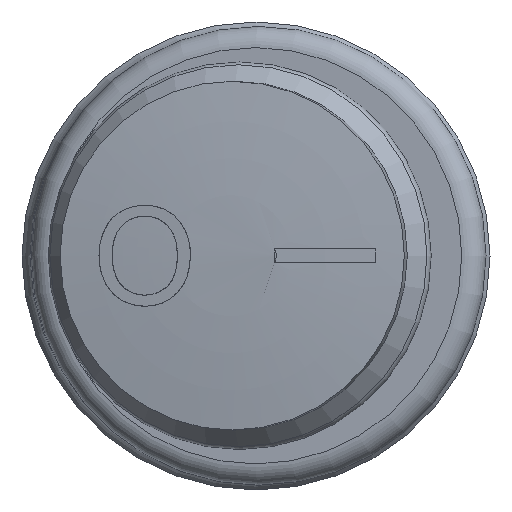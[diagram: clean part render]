
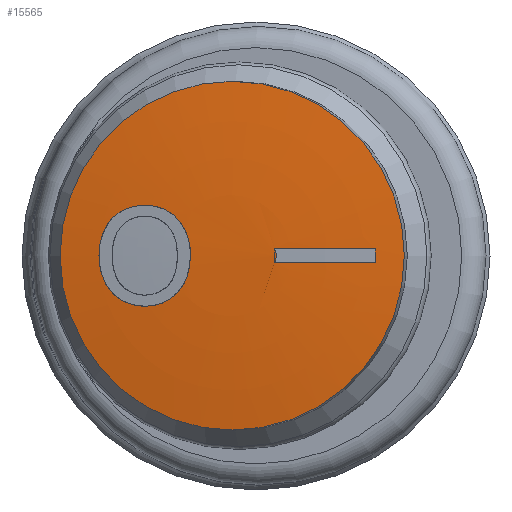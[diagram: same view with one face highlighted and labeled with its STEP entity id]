
A CAD part, top view. The second image highlights one B-rep face of the part: STEP entity #15565.
In plain terms, the highlighted toroidal (fillet/blend) face has major radius 1.27 mm and minor radius 108.622 mm.
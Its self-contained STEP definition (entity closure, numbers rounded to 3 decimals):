
#19=VERTEX_LOOP('',#9795);
#21=DEGENERATE_TOROIDAL_SURFACE('',#16775,1.27,108.622,
 .F.);
#953=B_SPLINE_CURVE_WITH_KNOTS('',3,(#35919,#35920,#35921,#35922,#35923,
#35924,#35925,#35926,#35927),.UNSPECIFIED.,.F.,.F.,(4,1,1,1,1,1,4),(0.,
0.25,0.5,0.563,0.625,0.75,1.),.UNSPECIFIED.);
#954=B_SPLINE_CURVE_WITH_KNOTS('',3,(#35930,#35931,#35932,#35933,#35934,
#35935,#35936,#35937,#35938,#35939,#35940,#35941,#35942,#35943,#35944,#35945,
#35946,#35947),.UNSPECIFIED.,.F.,.F.,(4,1,1,1,1,1,1,1,1,1,1,1,1,1,1,4),
(-0.004,-0.002,-0.002,-0.001,
0.,0.001,0.002,0.003,
0.004,0.005,0.006,0.006,
0.007,0.008,0.009,0.01),
 .UNSPECIFIED.);
#955=B_SPLINE_CURVE_WITH_KNOTS('',3,(#35948,#35949,#35950,#35951),
 .UNSPECIFIED.,.F.,.F.,(4,4),(0.,0.001),
 .UNSPECIFIED.);
#956=B_SPLINE_CURVE_WITH_KNOTS('',3,(#35954,#35955,#35956,#35957),
 .UNSPECIFIED.,.F.,.F.,(4,4),(0.,0.006),
 .UNSPECIFIED.);
#957=B_SPLINE_CURVE_WITH_KNOTS('',3,(#35959,#35960,#35961,#35962),
 .UNSPECIFIED.,.F.,.F.,(4,4),(0.,0.001),
 .UNSPECIFIED.);
#958=B_SPLINE_CURVE_WITH_KNOTS('',3,(#35964,#35965,#35966,#35967),
 .UNSPECIFIED.,.F.,.F.,(4,4),(0.,0.006),
 .UNSPECIFIED.);
#1396=CIRCLE('',#16776,9.5);
#5983=ORIENTED_EDGE('',*,*,#8264,.T.);
#5984=ORIENTED_EDGE('',*,*,#8265,.T.);
#5985=ORIENTED_EDGE('',*,*,#8266,.F.);
#5986=ORIENTED_EDGE('',*,*,#8267,.T.);
#5987=ORIENTED_EDGE('',*,*,#8268,.F.);
#5988=ORIENTED_EDGE('',*,*,#8269,.F.);
#5989=ORIENTED_EDGE('',*,*,#8270,.F.);
#8264=EDGE_CURVE('',#9789,#9790,#953,.T.);
#8265=EDGE_CURVE('',#9790,#9789,#954,.T.);
#8266=EDGE_CURVE('',#9791,#9792,#955,.T.);
#8267=EDGE_CURVE('',#9791,#9793,#956,.T.);
#8268=EDGE_CURVE('',#9794,#9793,#957,.T.);
#8269=EDGE_CURVE('',#9792,#9794,#958,.T.);
#8270=EDGE_CURVE('',#9796,#9796,#1396,.T.);
#9789=VERTEX_POINT('',#35928);
#9790=VERTEX_POINT('',#35929);
#9791=VERTEX_POINT('',#35952);
#9792=VERTEX_POINT('',#35953);
#9793=VERTEX_POINT('',#35958);
#9794=VERTEX_POINT('',#35963);
#9795=VERTEX_POINT('',#35968);
#9796=VERTEX_POINT('',#35970);
#13197=EDGE_LOOP('',(#5983,#5984));
#13198=EDGE_LOOP('',(#5985,#5986,#5987,#5988));
#13199=EDGE_LOOP('',(#5989));
#14219=FACE_BOUND('',#13197,.T.);
#14220=FACE_BOUND('',#13198,.T.);
#14221=FACE_BOUND('',#19,.T.);
#14222=FACE_BOUND('',#13199,.T.);
#15565=ADVANCED_FACE('',(#14219,#14220,#14221,#14222),#21,.F.);
#16775=AXIS2_PLACEMENT_3D('',#35918,#19995,#19996);
#16776=AXIS2_PLACEMENT_3D('',#35969,#19997,#19998);
#19995=DIRECTION('',(0.,0.,-1.));
#19996=DIRECTION('',(-1.,0.,0.));
#19997=DIRECTION('',(0.,0.,-1.));
#19998=DIRECTION('',(-1.,0.,0.));
#35918=CARTESIAN_POINT('',(0.,0.,-104.615));
#35919=CARTESIAN_POINT('',(2.612,1.551,3.922));
#35920=CARTESIAN_POINT('',(2.709,1.721,3.915));
#35921=CARTESIAN_POINT('',(2.994,2.088,3.897));
#35922=CARTESIAN_POINT('',(3.351,2.364,3.875));
#35923=CARTESIAN_POINT('',(3.677,2.528,3.856));
#35924=CARTESIAN_POINT('',(3.841,2.596,3.847));
#35925=CARTESIAN_POINT('',(4.175,2.704,3.828));
#35926=CARTESIAN_POINT('',(4.52,2.75,3.809));
#35927=CARTESIAN_POINT('',(4.781,2.75,3.795));
#35928=CARTESIAN_POINT('',(2.612,1.551,3.922));
#35929=CARTESIAN_POINT('',(4.781,2.75,3.795));
#35930=CARTESIAN_POINT('',(4.781,2.75,3.795));
#35931=CARTESIAN_POINT('',(5.377,2.75,3.763));
#35932=CARTESIAN_POINT('',(6.27,2.464,3.715));
#35933=CARTESIAN_POINT('',(7.02,1.513,3.68));
#35934=CARTESIAN_POINT('',(7.299,0.663,3.668));
#35935=CARTESIAN_POINT('',(7.35,-0.238,3.666));
#35936=CARTESIAN_POINT('',(7.189,-1.114,3.672));
#35937=CARTESIAN_POINT('',(6.769,-1.922,3.691));
#35938=CARTESIAN_POINT('',(6.063,-2.485,3.727));
#35939=CARTESIAN_POINT('',(5.205,-2.765,3.772));
#35940=CARTESIAN_POINT('',(4.302,-2.761,3.821));
#35941=CARTESIAN_POINT('',(3.453,-2.466,3.869));
#35942=CARTESIAN_POINT('',(2.764,-1.874,3.911));
#35943=CARTESIAN_POINT('',(2.354,-1.065,3.941));
#35944=CARTESIAN_POINT('',(2.199,-0.178,3.954));
#35945=CARTESIAN_POINT('',(2.271,0.718,3.948));
#35946=CARTESIAN_POINT('',(2.463,1.29,3.932));
#35947=CARTESIAN_POINT('',(2.612,1.551,3.922));
#35948=CARTESIAN_POINT('',(-7.92,0.366,3.617));
#35949=CARTESIAN_POINT('',(-7.92,0.122,3.618));
#35950=CARTESIAN_POINT('',(-7.92,-0.122,3.618));
#35951=CARTESIAN_POINT('',(-7.92,-0.366,3.617));
#35952=CARTESIAN_POINT('',(-7.92,0.366,3.617));
#35953=CARTESIAN_POINT('',(-7.92,-0.366,3.617));
#35954=CARTESIAN_POINT('',(-7.92,0.366,3.617));
#35955=CARTESIAN_POINT('',(-6.089,0.366,3.773));
#35956=CARTESIAN_POINT('',(-4.256,0.366,3.882));
#35957=CARTESIAN_POINT('',(-2.42,0.366,3.944));
#35958=CARTESIAN_POINT('',(-2.42,0.366,3.944));
#35959=CARTESIAN_POINT('',(-2.42,-0.366,3.944));
#35960=CARTESIAN_POINT('',(-2.42,-0.122,3.945));
#35961=CARTESIAN_POINT('',(-2.42,0.122,3.945));
#35962=CARTESIAN_POINT('',(-2.42,0.366,3.944));
#35963=CARTESIAN_POINT('',(-2.42,-0.366,3.944));
#35964=CARTESIAN_POINT('',(-7.92,-0.366,3.617));
#35965=CARTESIAN_POINT('',(-6.089,-0.366,3.773));
#35966=CARTESIAN_POINT('',(-4.256,-0.366,3.882));
#35967=CARTESIAN_POINT('',(-2.42,-0.366,3.944));
#35968=CARTESIAN_POINT('',(0.,0.,4.));
#35969=CARTESIAN_POINT('',(0.,0.,3.472));
#35970=CARTESIAN_POINT('',(-9.5,0.,3.472));
